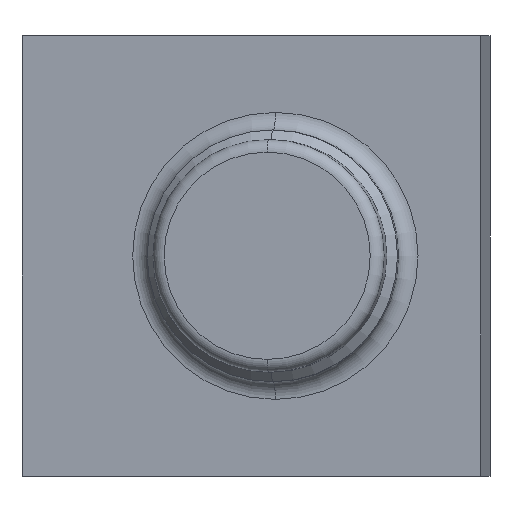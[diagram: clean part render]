
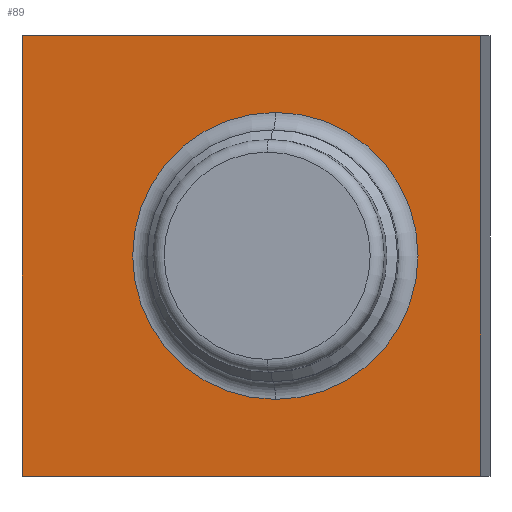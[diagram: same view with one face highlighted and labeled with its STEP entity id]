
A CAD part, top view. The second image highlights one B-rep face of the part: STEP entity #89.
In plain terms, the highlighted planar face has unit normal (-0.108, 0, 0.994).
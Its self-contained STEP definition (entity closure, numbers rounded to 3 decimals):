
#89 = ADVANCED_FACE( '', ( #121, #122 ), #123, .T. );
#121 = FACE_OUTER_BOUND( '', #156, .T. );
#122 = FACE_BOUND( '', #157, .T. );
#123 = PLANE( '', #158 );
#156 = EDGE_LOOP( '', ( #259, #260, #261, #262 ) );
#157 = EDGE_LOOP( '', ( #263, #264 ) );
#158 = AXIS2_PLACEMENT_3D( '', #265, #266, #267 );
#259 = ORIENTED_EDGE( '', *, *, #314, .T. );
#260 = ORIENTED_EDGE( '', *, *, #308, .T. );
#261 = ORIENTED_EDGE( '', *, *, #293, .T. );
#262 = ORIENTED_EDGE( '', *, *, #290, .T. );
#263 = ORIENTED_EDGE( '', *, *, #311, .T. );
#264 = ORIENTED_EDGE( '', *, *, #315, .T. );
#265 = CARTESIAN_POINT( '', ( 24.6, 0., -226.744 ) );
#266 = DIRECTION( '', ( -0.108, 0., 0.994 ) );
#267 = DIRECTION( '', ( 0., 1., 0. ) );
#290 = EDGE_CURVE( '', #331, #329, #332, .T. );
#293 = EDGE_CURVE( '', #336, #331, #337, .T. );
#308 = EDGE_CURVE( '', #359, #336, #360, .T. );
#311 = EDGE_CURVE( '', #364, #362, #365, .T. );
#314 = EDGE_CURVE( '', #329, #359, #368, .T. );
#315 = EDGE_CURVE( '', #362, #364, #369, .T. );
#329 = VERTEX_POINT( '', #386 );
#331 = VERTEX_POINT( '', #389 );
#332 = LINE( '', #390, #391 );
#336 = VERTEX_POINT( '', #397 );
#337 = LINE( '', #398, #399 );
#359 = VERTEX_POINT( '', #428 );
#360 = LINE( '', #429, #430 );
#362 = VERTEX_POINT( '', #433 );
#364 = VERTEX_POINT( '', #435 );
#365 = CIRCLE( '', #436, 34.2 );
#368 = LINE( '', #439, #440 );
#369 = CIRCLE( '', #441, 34.2 );
#386 = CARTESIAN_POINT( '', ( 20896.322, 66.762, 2037.702 ) );
#389 = CARTESIAN_POINT( '', ( 20786.963, 66.762, 2025.837 ) );
#390 = CARTESIAN_POINT( '', ( 20841.643, 66.762, 2031.77 ) );
#391 = VECTOR( '', #458, 1000. );
#397 = CARTESIAN_POINT( '', ( 20786.963, 171.762, 2025.837 ) );
#398 = CARTESIAN_POINT( '', ( 20786.963, 119.262, 2025.837 ) );
#399 = VECTOR( '', #461, 1000. );
#428 = CARTESIAN_POINT( '', ( 20896.322, 171.762, 2037.702 ) );
#429 = CARTESIAN_POINT( '', ( 20841.643, 171.762, 2031.77 ) );
#430 = VECTOR( '', #490, 1000. );
#433 = CARTESIAN_POINT( '', ( 20847.327, 85.062, 2032.386 ) );
#435 = CARTESIAN_POINT( '', ( 20847.327, 153.462, 2032.386 ) );
#436 = AXIS2_PLACEMENT_3D( '', #495, #496, #497 );
#439 = CARTESIAN_POINT( '', ( 20896.322, 119.262, 2037.702 ) );
#440 = VECTOR( '', #504, 1000. );
#441 = AXIS2_PLACEMENT_3D( '', #505, #506, #507 );
#458 = DIRECTION( '', ( 0.994, 0., 0.108 ) );
#461 = DIRECTION( '', ( 0., -1., 0. ) );
#490 = DIRECTION( '', ( -0.994, 0., -0.108 ) );
#495 = CARTESIAN_POINT( '', ( 20847.327, 119.262, 2032.386 ) );
#496 = DIRECTION( '', ( 0.108, 0., -0.994 ) );
#497 = DIRECTION( '', ( 0.994, 0., 0.108 ) );
#504 = DIRECTION( '', ( 0., 1., 0. ) );
#505 = CARTESIAN_POINT( '', ( 20847.327, 119.262, 2032.386 ) );
#506 = DIRECTION( '', ( 0.108, 0., -0.994 ) );
#507 = DIRECTION( '', ( 0.994, 0., 0.108 ) );
